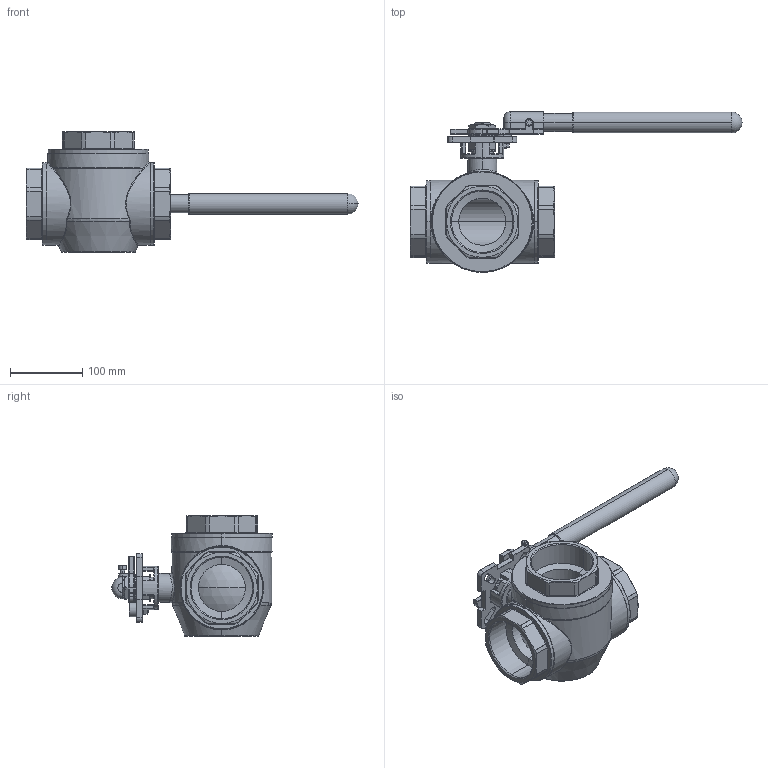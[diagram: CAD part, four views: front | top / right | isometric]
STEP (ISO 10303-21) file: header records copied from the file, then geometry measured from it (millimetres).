
FILE_DESCRIPTION (( 'STEP AP214' ), '1' );
FILE_NAME ('3W-300-00L-4 3-Wege-Kugelhahn 1803.STEP', '2018-03-16T13:39:58', ( '' ), ( '' ), 'SwSTEP 2.0', 'SolidWorks 2016', '' );
FILE_SCHEMA (( 'AUTOMOTIVE_DESIGN' ));
Length unit declared in the file: millimetre
Products named in the file (1): 3W-300-00L-4 3-Wege-Kugelhahn 1803
Bounding box: 459.5 x 222.5 x 167 mm (x, y, z)
Volume: 2090640.7 mm3; surface area: 265030.5 mm2
Topology: 1 solids, 2 shells, 1378 faces, 3404 edges, 2027 vertices
Faces by surface type: cylinder 417, plane 376, torus 234, bspline 227, sphere 65, cone 59
Entity records: 57969 total; most frequent: CARTESIAN_POINT 23566, ORIENTED_EDGE 6692, DIRECTION 6282, EDGE_CURVE 3346, AXIS2_PLACEMENT_3D 2420, VERTEX_POINT 2025, EDGE_LOOP 1459, LINE 1442
